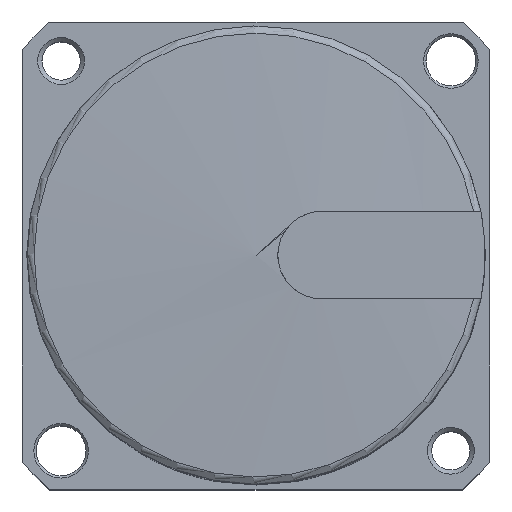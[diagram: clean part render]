
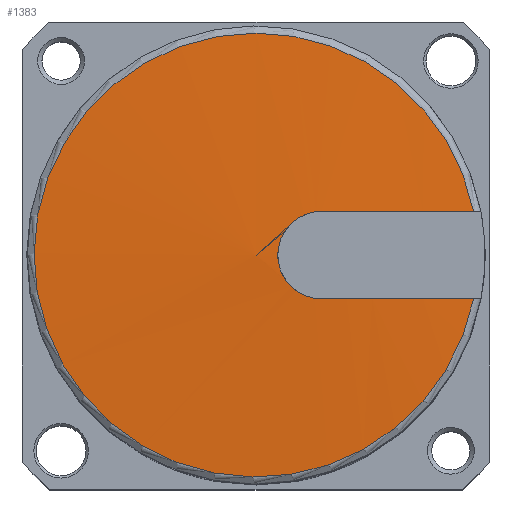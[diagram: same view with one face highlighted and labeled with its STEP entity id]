
A CAD part, top view. The second image highlights one B-rep face of the part: STEP entity #1383.
In plain terms, the highlighted spherical face has radius 200 mm.
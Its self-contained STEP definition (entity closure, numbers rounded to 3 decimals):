
#31=SPHERICAL_SURFACE('',#1588,200.);
#280=CIRCLE('',#1589,199.98);
#281=CIRCLE('',#1590,14.236);
#282=CIRCLE('',#1591,199.98);
#539=ORIENTED_EDGE('',*,*,#750,.T.);
#540=ORIENTED_EDGE('',*,*,#751,.T.);
#541=ORIENTED_EDGE('',*,*,#752,.F.);
#542=ORIENTED_EDGE('',*,*,#753,.T.);
#750=EDGE_CURVE('',#891,#892,#923,.T.);
#751=EDGE_CURVE('',#892,#893,#280,.F.);
#752=EDGE_CURVE('',#894,#893,#281,.T.);
#753=EDGE_CURVE('',#894,#891,#282,.F.);
#891=VERTEX_POINT('',#2421);
#892=VERTEX_POINT('',#2422);
#893=VERTEX_POINT('',#2424);
#894=VERTEX_POINT('',#2426);
#923=B_SPLINE_CURVE_WITH_KNOTS('',3,(#2414,#2415,#2416,#2417,#2418,#2419,
#2420),.UNSPECIFIED.,.F.,.F.,(4,1,1,1,4),(0.,0.002,
0.004,0.007,0.009),
 .UNSPECIFIED.);
#1075=EDGE_LOOP('',(#539,#540,#541,#542));
#1249=FACE_BOUND('',#1075,.T.);
#1383=ADVANCED_FACE('',(#1249),#31,.T.);
#1588=AXIS2_PLACEMENT_3D('',#2413,#1977,#1978);
#1589=AXIS2_PLACEMENT_3D('',#2423,#1979,#1980);
#1590=AXIS2_PLACEMENT_3D('',#2425,#1981,#1982);
#1591=AXIS2_PLACEMENT_3D('',#2427,#1983,#1984);
#1977=DIRECTION('',(1.,0.,0.));
#1978=DIRECTION('',(0.,1.,0.));
#1979=DIRECTION('',(0.,-1.,0.));
#1980=DIRECTION('',(0.,0.,-1.));
#1981=DIRECTION('',(1.,0.,0.));
#1982=DIRECTION('',(0.,0.,-1.));
#1983=DIRECTION('',(0.,1.,0.));
#1984=DIRECTION('',(0.,0.,1.));
#2413=CARTESIAN_POINT('',(161.3,0.,0.));
#2414=CARTESIAN_POINT('',(-38.636,-2.8,4.2));
#2415=CARTESIAN_POINT('',(-38.652,-2.8,3.46));
#2416=CARTESIAN_POINT('',(-38.682,-2.194,2.01));
#2417=CARTESIAN_POINT('',(-38.701,-0.003,1.096));
#2418=CARTESIAN_POINT('',(-38.682,2.193,2.008));
#2419=CARTESIAN_POINT('',(-38.652,2.8,3.46));
#2420=CARTESIAN_POINT('',(-38.636,2.8,4.2));
#2421=CARTESIAN_POINT('',(-38.636,-2.8,4.2));
#2422=CARTESIAN_POINT('',(-38.636,2.8,4.2));
#2423=CARTESIAN_POINT('',(161.3,2.8,0.));
#2424=CARTESIAN_POINT('',(-38.193,2.8,13.958));
#2425=CARTESIAN_POINT('',(-38.193,0.,0.));
#2426=CARTESIAN_POINT('',(-38.193,-2.8,13.958));
#2427=CARTESIAN_POINT('',(161.3,-2.8,0.));
